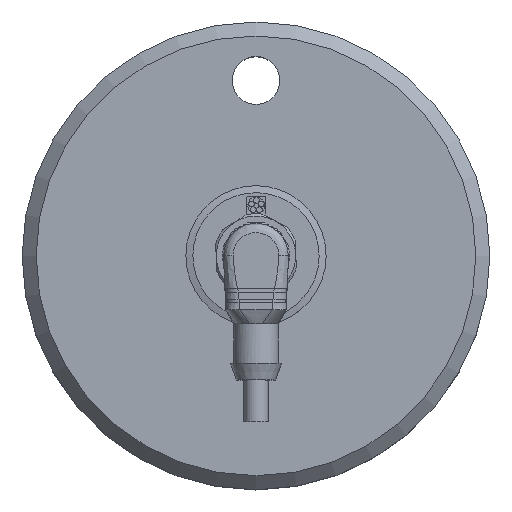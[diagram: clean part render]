
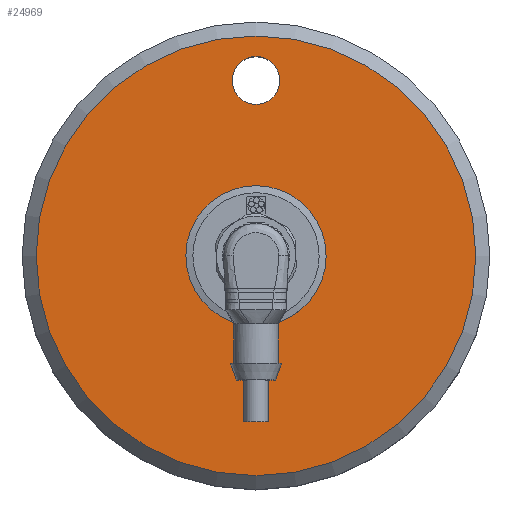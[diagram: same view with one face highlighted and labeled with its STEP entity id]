
A CAD part, top view. The second image highlights one B-rep face of the part: STEP entity #24969.
In plain terms, the highlighted planar face has unit normal (0, 0, 1).
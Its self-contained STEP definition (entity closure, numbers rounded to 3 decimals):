
#251 = FACE_BOUND ( 'NONE', #15563, .T. ) ;
#500 = DIRECTION ( 'NONE',  ( 0., 0., 1. ) ) ;
#1346 = VERTEX_POINT ( 'NONE', #11164 ) ;
#1753 = VERTEX_POINT ( 'NONE', #9540 ) ;
#1816 = CARTESIAN_POINT ( 'NONE',  ( 5.1, 37.5, 37. ) ) ;
#2300 = CARTESIAN_POINT ( 'NONE',  ( 0., -50., 37. ) ) ;
#2786 = EDGE_LOOP ( 'NONE', ( #17673 ) ) ;
#3481 = DIRECTION ( 'NONE',  ( 0., 0., 1. ) ) ;
#3841 = CIRCLE ( 'NONE', #13985, 5.1 ) ;
#4386 = CIRCLE ( 'NONE', #17008, 11.75 ) ;
#6069 = EDGE_CURVE ( 'NONE', #8084, #8084, #3841, .T. ) ;
#7451 = CARTESIAN_POINT ( 'NONE',  ( 0., 0., 37. ) ) ;
#7660 = CARTESIAN_POINT ( 'NONE',  ( 0., 37.5, 37. ) ) ;
#8060 = DIRECTION ( 'NONE',  ( 1., 0., 0. ) ) ;
#8084 = VERTEX_POINT ( 'NONE', #1816 ) ;
#8497 = AXIS2_PLACEMENT_3D ( 'NONE', #14069, #18147, #19687 ) ;
#8611 = ORIENTED_EDGE ( 'NONE', *, *, #24055, .T. ) ;
#9540 = CARTESIAN_POINT ( 'NONE',  ( 11.75, 0., 37. ) ) ;
#9955 = FACE_BOUND ( 'NONE', #2786, .T. ) ;
#10143 = EDGE_CURVE ( 'NONE', #1753, #1753, #4386, .T. ) ;
#10216 = PLANE ( 'NONE',  #17462 ) ;
#11164 = CARTESIAN_POINT ( 'NONE',  ( 47., 0., 37. ) ) ;
#13985 = AXIS2_PLACEMENT_3D ( 'NONE', #7660, #23201, #18187 ) ;
#14069 = CARTESIAN_POINT ( 'NONE',  ( 0., 0., 37. ) ) ;
#14205 = EDGE_LOOP ( 'NONE', ( #8611 ) ) ;
#15563 = EDGE_LOOP ( 'NONE', ( #19731 ) ) ;
#17008 = AXIS2_PLACEMENT_3D ( 'NONE', #7451, #3481, #22987 ) ;
#17462 = AXIS2_PLACEMENT_3D ( 'NONE', #2300, #500, #8060 ) ;
#17673 = ORIENTED_EDGE ( 'NONE', *, *, #10143, .F. ) ;
#17843 = FACE_OUTER_BOUND ( 'NONE', #14205, .T. ) ;
#18147 = DIRECTION ( 'NONE',  ( 0., 0., 1. ) ) ;
#18187 = DIRECTION ( 'NONE',  ( 1., 0., 0. ) ) ;
#19687 = DIRECTION ( 'NONE',  ( 1., 0., 0. ) ) ;
#19731 = ORIENTED_EDGE ( 'NONE', *, *, #6069, .F. ) ;
#20692 = CIRCLE ( 'NONE', #8497, 47. ) ;
#22987 = DIRECTION ( 'NONE',  ( 1., 0., 0. ) ) ;
#23201 = DIRECTION ( 'NONE',  ( 0., 0., 1. ) ) ;
#24055 = EDGE_CURVE ( 'NONE', #1346, #1346, #20692, .T. ) ;
#24969 = ADVANCED_FACE ( 'NONE', ( #9955, #17843, #251 ), #10216, .T. ) ;
